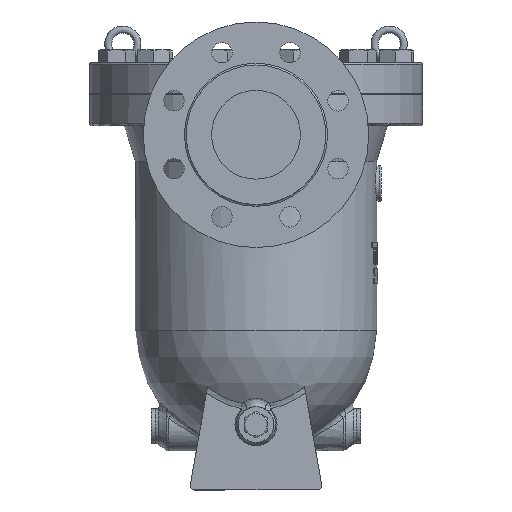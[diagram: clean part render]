
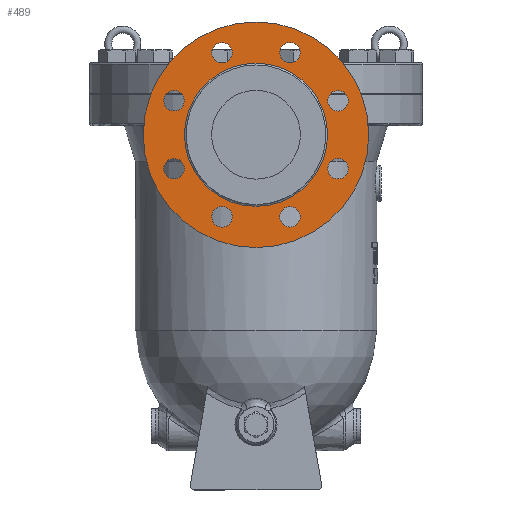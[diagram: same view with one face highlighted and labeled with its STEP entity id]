
A CAD part, left-side view. The second image highlights one B-rep face of the part: STEP entity #489.
In plain terms, the highlighted free-form (B-spline) face has degree [1, 1] with [2, 2] control points.
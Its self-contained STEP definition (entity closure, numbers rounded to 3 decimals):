
#121=CARTESIAN_POINT('',(-294.5,-30.137,74.256));
#122=VERTEX_POINT('',#121);
#123=CARTESIAN_POINT('',(-294.5,-38.268,82.388));
#124=DIRECTION('',(1.,0.,0.));
#125=DIRECTION('',(0.,0.707,-0.707));
#126=AXIS2_PLACEMENT_3D('',#123,#124,#125);
#127=CIRCLE('',#126,11.5);
#128=EDGE_CURVE('',#122,#122,#127,.T.);
#149=CARTESIAN_POINT('',(-294.5,-80.888,28.268));
#150=VERTEX_POINT('',#149);
#151=CARTESIAN_POINT('',(-294.5,-92.388,28.268));
#152=DIRECTION('',(1.0,0.0,0.0));
#153=DIRECTION('',(0.0,1.0,0.0));
#154=AXIS2_PLACEMENT_3D('',#151,#152,#153);
#155=CIRCLE('',#154,11.5);
#156=EDGE_CURVE('',#150,#150,#155,.T.);
#177=CARTESIAN_POINT('',(-294.5,-84.256,-40.137));
#178=VERTEX_POINT('',#177);
#179=CARTESIAN_POINT('',(-294.5,-92.388,-48.268));
#180=DIRECTION('',(1.0,0.,0.));
#181=DIRECTION('',(0.,0.707,0.707));
#182=AXIS2_PLACEMENT_3D('',#179,#180,#181);
#183=CIRCLE('',#182,11.5);
#184=EDGE_CURVE('',#178,#178,#183,.T.);
#205=CARTESIAN_POINT('',(-294.5,-38.268,-90.888));
#206=VERTEX_POINT('',#205);
#207=CARTESIAN_POINT('',(-294.5,-38.268,-102.388));
#208=DIRECTION('',(1.0,0.0,0.0));
#209=DIRECTION('',(0.0,0.0,1.0));
#210=AXIS2_PLACEMENT_3D('',#207,#208,#209);
#211=CIRCLE('',#210,11.5);
#212=EDGE_CURVE('',#206,#206,#211,.T.);
#233=CARTESIAN_POINT('',(-294.5,30.137,-94.256));
#234=VERTEX_POINT('',#233);
#235=CARTESIAN_POINT('',(-294.5,38.268,-102.388));
#236=DIRECTION('',(1.0,0.,0.));
#237=DIRECTION('',(0.,-0.707,0.707));
#238=AXIS2_PLACEMENT_3D('',#235,#236,#237);
#239=CIRCLE('',#238,11.5);
#240=EDGE_CURVE('',#234,#234,#239,.T.);
#261=CARTESIAN_POINT('',(-294.5,80.888,-48.268));
#262=VERTEX_POINT('',#261);
#263=CARTESIAN_POINT('',(-294.5,92.388,-48.268));
#264=DIRECTION('',(1.0,0.0,0.0));
#265=DIRECTION('',(0.0,-1.0,0.0));
#266=AXIS2_PLACEMENT_3D('',#263,#264,#265);
#267=CIRCLE('',#266,11.5);
#268=EDGE_CURVE('',#262,#262,#267,.T.);
#289=CARTESIAN_POINT('',(-294.5,84.256,20.137));
#290=VERTEX_POINT('',#289);
#291=CARTESIAN_POINT('',(-294.5,92.388,28.268));
#292=DIRECTION('',(1.0,0.,0.));
#293=DIRECTION('',(0.,-0.707,-0.707));
#294=AXIS2_PLACEMENT_3D('',#291,#292,#293);
#295=CIRCLE('',#294,11.5);
#296=EDGE_CURVE('',#290,#290,#295,.T.);
#317=CARTESIAN_POINT('',(-294.5,38.268,70.888));
#318=VERTEX_POINT('',#317);
#319=CARTESIAN_POINT('',(-294.5,38.268,82.388));
#320=DIRECTION('',(1.0,0.0,0.0));
#321=DIRECTION('',(0.0,0.0,-1.0));
#322=AXIS2_PLACEMENT_3D('',#319,#320,#321);
#323=CIRCLE('',#322,11.5);
#324=EDGE_CURVE('',#318,#318,#323,.T.);
#393=CARTESIAN_POINT('',(-294.5,0.,70.6));
#394=VERTEX_POINT('',#393);
#395=CARTESIAN_POINT('',(-294.5,0.0,-10.));
#396=DIRECTION('',(1.0,0.0,0.0));
#397=DIRECTION('',(0.0,0.0,-1.0));
#398=AXIS2_PLACEMENT_3D('',#395,#396,#397);
#399=CIRCLE('',#398,80.6);
#400=EDGE_CURVE('',#394,#394,#399,.T.);
#446=CARTESIAN_POINT('',(-294.5,127.,117.));
#447=CARTESIAN_POINT('',(-294.5,127.,-137.0));
#448=CARTESIAN_POINT('',(-294.5,-127.,117.));
#449=CARTESIAN_POINT('',(-294.5,-127.,-137.0));
#450=B_SPLINE_SURFACE_WITH_KNOTS('',1,1,((#446,#448),(#447,#449)),.UNSPECIFIED.,.F.,.F.,.U.,(2,2),(2,2),(0.0,254.),(0.0,254.),.UNSPECIFIED.);
#451=CARTESIAN_POINT('',(-294.5,0.0,117.));
#452=VERTEX_POINT('',#451);
#453=CARTESIAN_POINT('',(-294.5,0.0,-10.));
#454=DIRECTION('',(-1.0,0.0,0.0));
#455=DIRECTION('',(0.0,0.0,1.0));
#456=AXIS2_PLACEMENT_3D('',#453,#454,#455);
#457=CIRCLE('',#456,127.);
#458=EDGE_CURVE('',#452,#452,#457,.T.);
#459=ORIENTED_EDGE('',*,*,#458,.T.);
#460=EDGE_LOOP('',(#459));
#461=FACE_OUTER_BOUND('',#460,.T.);
#462=ORIENTED_EDGE('',*,*,#128,.T.);
#463=EDGE_LOOP('',(#462));
#464=FACE_BOUND('',#463,.T.);
#465=ORIENTED_EDGE('',*,*,#156,.T.);
#466=EDGE_LOOP('',(#465));
#467=FACE_BOUND('',#466,.T.);
#468=ORIENTED_EDGE('',*,*,#184,.T.);
#469=EDGE_LOOP('',(#468));
#470=FACE_BOUND('',#469,.T.);
#471=ORIENTED_EDGE('',*,*,#212,.T.);
#472=EDGE_LOOP('',(#471));
#473=FACE_BOUND('',#472,.T.);
#474=ORIENTED_EDGE('',*,*,#240,.T.);
#475=EDGE_LOOP('',(#474));
#476=FACE_BOUND('',#475,.T.);
#477=ORIENTED_EDGE('',*,*,#268,.T.);
#478=EDGE_LOOP('',(#477));
#479=FACE_BOUND('',#478,.T.);
#480=ORIENTED_EDGE('',*,*,#296,.T.);
#481=EDGE_LOOP('',(#480));
#482=FACE_BOUND('',#481,.T.);
#483=ORIENTED_EDGE('',*,*,#324,.T.);
#484=EDGE_LOOP('',(#483));
#485=FACE_BOUND('',#484,.T.);
#486=ORIENTED_EDGE('',*,*,#400,.T.);
#487=EDGE_LOOP('',(#486));
#488=FACE_BOUND('',#487,.T.);
#489=ADVANCED_FACE('',(#461,#464,#467,#470,#473,#476,#479,#482,#485,#488),#450,.T.);
